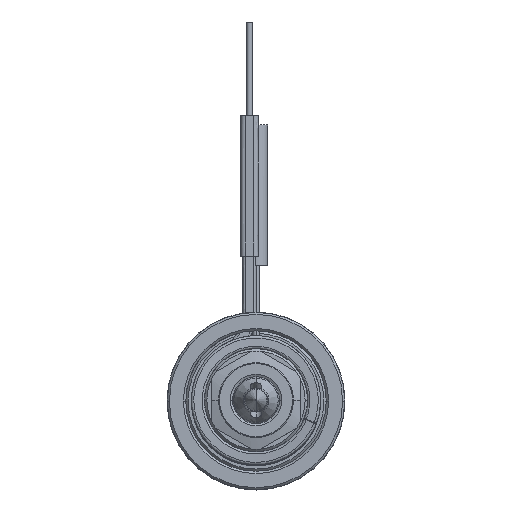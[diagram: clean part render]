
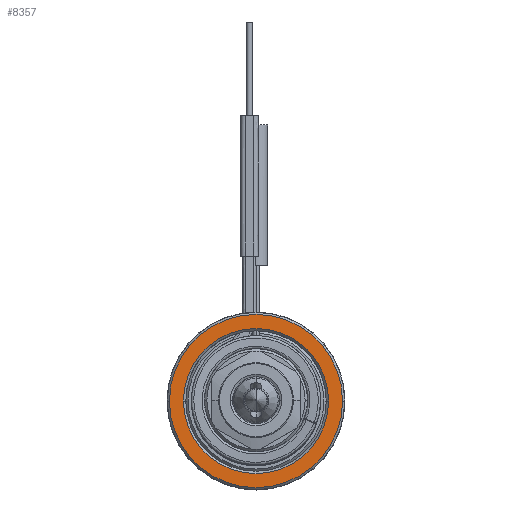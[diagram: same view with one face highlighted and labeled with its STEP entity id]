
A CAD part, top view. The second image highlights one B-rep face of the part: STEP entity #8357.
In plain terms, the highlighted planar face has unit normal (0, 0, 1).
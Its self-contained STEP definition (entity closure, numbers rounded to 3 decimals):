
#518=CARTESIAN_POINT('',(0.,0.,35.));
#519=DIRECTION('',(0.,0.,-1.));
#520=DIRECTION('',(1.,0.,0.));
#521=AXIS2_PLACEMENT_3D('',#518,#519,#520);
#537=CARTESIAN_POINT('',(0.,0.,
35.));
#538=DIRECTION('',(0.,0.,-1.));
#539=DIRECTION('',(1.,0.,0.));
#540=AXIS2_PLACEMENT_3D('',#537,#538,#539);
#561=CARTESIAN_POINT('',(0.,0.,
35.));
#562=DIRECTION('',(0.,0.,-1.));
#563=DIRECTION('',(-1.,0.,0.));
#564=AXIS2_PLACEMENT_3D('',#561,#562,#563);
#857=CARTESIAN_POINT('',(0.,0.,
35.));
#858=DIRECTION('',(0.,0.,-1.));
#859=DIRECTION('',(-1.,0.,0.));
#860=AXIS2_PLACEMENT_3D('',#857,#858,#859);
#7251=CARTESIAN_POINT('',(18.5,0.,35.));
#7252=CARTESIAN_POINT('',(-18.5,0.,
35.));
#7253=VERTEX_POINT('',#7251);
#7254=VERTEX_POINT('',#7252);
#7255=CARTESIAN_POINT('',(15.5,0.,35.));
#7256=CARTESIAN_POINT('',(-15.5,0.,35.));
#7257=VERTEX_POINT('',#7255);
#7258=VERTEX_POINT('',#7256);
#8341=CARTESIAN_POINT('',(0.,0.,35.));
#8342=DIRECTION('',(0.,0.,1.));
#8343=DIRECTION('',(-1.,0.,0.));
#8344=AXIS2_PLACEMENT_3D('',#8341,#8342,#8343);
#8345=PLANE('',#8344);
#8347=ORIENTED_EDGE('',*,*,#8346,.T.);
#8349=ORIENTED_EDGE('',*,*,#8348,.T.);
#8350=EDGE_LOOP('',(#8347,#8349));
#8351=FACE_OUTER_BOUND('',#8350,.F.);
#8352=ORIENTED_EDGE('',*,*,#8331,.F.);
#8354=ORIENTED_EDGE('',*,*,#8353,.F.);
#8355=EDGE_LOOP('',(#8352,#8354));
#8356=FACE_BOUND('',#8355,.F.);
#522=CIRCLE('',#521,15.5);
#541=CIRCLE('',#540,18.5);
#565=CIRCLE('',#564,18.5);
#861=CIRCLE('',#860,15.5);
#8331=EDGE_CURVE('',#7257,#7258,#522,.T.);
#8346=EDGE_CURVE('',#7253,#7254,#541,.T.);
#8348=EDGE_CURVE('',#7254,#7253,#565,.T.);
#8353=EDGE_CURVE('',#7258,#7257,#861,.T.);
#8357=ADVANCED_FACE('',(#8351,#8356),#8345,.T.);
